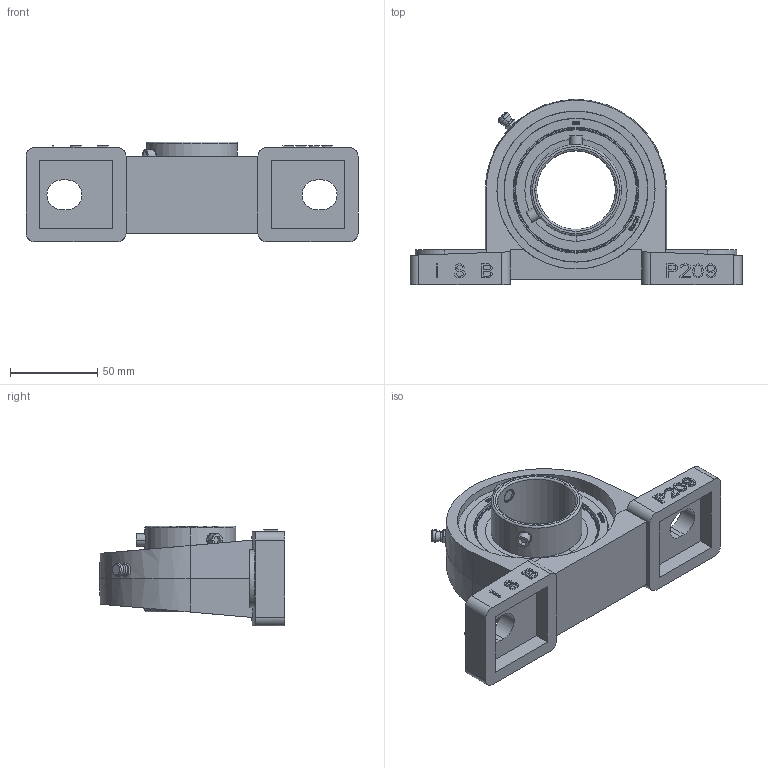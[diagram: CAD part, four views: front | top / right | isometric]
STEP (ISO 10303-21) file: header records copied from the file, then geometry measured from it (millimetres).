
FILE_DESCRIPTION((''),'2;1');
FILE_NAME('UCP209_ASM','2017-03-08T',('giuseppe.caruso'),(''),'CREO PARAMETRIC BY PTC INC, 2014500','CREO PARAMETRIC BY PTC INC, 2014500','');
FILE_SCHEMA(('CONFIG_CONTROL_DESIGN'));
Length unit declared in the file: millimetre
Products named in the file (5): P209; UC209; GRANOM8X1; INGRASSATORE; UCP209_ASM
Assembly tree (5 placements, depth 2):
  UCP209_ASM
    P209
    UC209
    GRANOM8X1  x2
    INGRASSATORE
Bounding box: 190 x 106 x 57.2 mm (x, y, z)
Volume: 267378.9 mm3; surface area: 101769.8 mm2
Topology: 18 solids, 21 shells, 906 faces, 2455 edges, 1604 vertices
Faces by surface type: plane 712, cylinder 92, sphere 40, cone 28, bspline 20, torus 14
Entity records: 29006 total; most frequent: CARTESIAN_POINT 6447, ORIENTED_EDGE 4764, DIRECTION 4383, EDGE_CURVE 2391, VECTOR 1897, LINE 1897, VERTEX_POINT 1586, AXIS2_PLACEMENT_3D 1243
